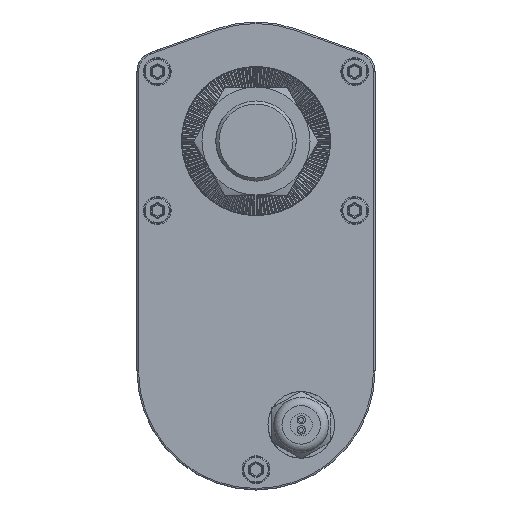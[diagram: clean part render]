
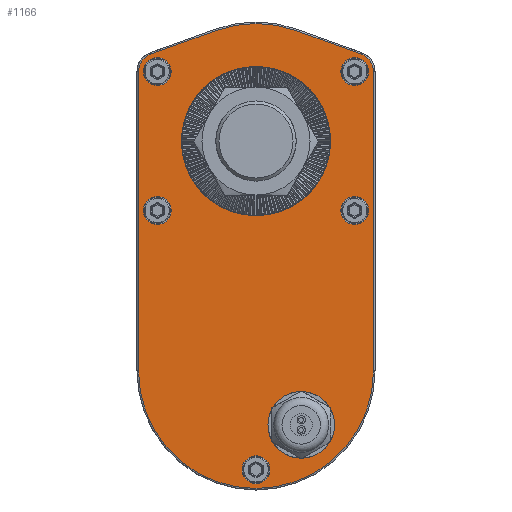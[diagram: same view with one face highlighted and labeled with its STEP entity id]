
A CAD part, front view. The second image highlights one B-rep face of the part: STEP entity #1166.
In plain terms, the highlighted planar face has unit normal (0, -1, 0).
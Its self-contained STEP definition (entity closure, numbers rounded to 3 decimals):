
#1166 = ADVANCED_FACE( '', ( #3139, #3140, #3141, #3142, #3143, #3144, #3145, #3146 ), #3147, .T. );
#3139 = FACE_BOUND( '', #6565, .T. );
#3140 = FACE_BOUND( '', #6566, .T. );
#3141 = FACE_BOUND( '', #6567, .T. );
#3142 = FACE_BOUND( '', #6568, .T. );
#3143 = FACE_BOUND( '', #6569, .T. );
#3144 = FACE_BOUND( '', #6570, .T. );
#3145 = FACE_OUTER_BOUND( '', #6571, .T. );
#3146 = FACE_BOUND( '', #6572, .T. );
#3147 = PLANE( '', #6573 );
#6565 = EDGE_LOOP( '', ( #15141 ) );
#6566 = EDGE_LOOP( '', ( #15142 ) );
#6567 = EDGE_LOOP( '', ( #15143 ) );
#6568 = EDGE_LOOP( '', ( #15144 ) );
#6569 = EDGE_LOOP( '', ( #15145 ) );
#6570 = EDGE_LOOP( '', ( #15146 ) );
#6571 = EDGE_LOOP( '', ( #15147, #15148, #15149, #15150, #15151, #15152, #15153, #15154 ) );
#6572 = EDGE_LOOP( '', ( #15155 ) );
#6573 = AXIS2_PLACEMENT_3D( '', #15156, #15157, #15158 );
#15141 = ORIENTED_EDGE( '', *, *, #22819, .F. );
#15142 = ORIENTED_EDGE( '', *, *, #22726, .T. );
#15143 = ORIENTED_EDGE( '', *, *, #22820, .T. );
#15144 = ORIENTED_EDGE( '', *, *, #22821, .T. );
#15145 = ORIENTED_EDGE( '', *, *, #22535, .T. );
#15146 = ORIENTED_EDGE( '', *, *, #22822, .T. );
#15147 = ORIENTED_EDGE( '', *, *, #22355, .T. );
#15148 = ORIENTED_EDGE( '', *, *, #22823, .T. );
#15149 = ORIENTED_EDGE( '', *, *, #22824, .T. );
#15150 = ORIENTED_EDGE( '', *, *, #22825, .T. );
#15151 = ORIENTED_EDGE( '', *, *, #22826, .T. );
#15152 = ORIENTED_EDGE( '', *, *, #22827, .T. );
#15153 = ORIENTED_EDGE( '', *, *, #22828, .T. );
#15154 = ORIENTED_EDGE( '', *, *, #22829, .T. );
#15155 = ORIENTED_EDGE( '', *, *, #22830, .F. );
#15156 = CARTESIAN_POINT( '', ( 0., 24.5, -74.5 ) );
#15157 = DIRECTION( '', ( 0., -1., 0. ) );
#15158 = DIRECTION( '', ( 0., 0., -1. ) );
#22355 = EDGE_CURVE( '', #25544, #25549, #25551, .T. );
#22535 = EDGE_CURVE( '', #25874, #25874, #25875, .T. );
#22726 = EDGE_CURVE( '', #26213, #26213, #26214, .T. );
#22819 = EDGE_CURVE( '', #26378, #26378, #26379, .T. );
#22820 = EDGE_CURVE( '', #26380, #26380, #26381, .T. );
#22821 = EDGE_CURVE( '', #26382, #26382, #26383, .T. );
#22822 = EDGE_CURVE( '', #26384, #26384, #26385, .T. );
#22823 = EDGE_CURVE( '', #25549, #26386, #26387, .T. );
#22824 = EDGE_CURVE( '', #26386, #26388, #26389, .T. );
#22825 = EDGE_CURVE( '', #26388, #26390, #26391, .T. );
#22826 = EDGE_CURVE( '', #26390, #26392, #26393, .T. );
#22827 = EDGE_CURVE( '', #26392, #26394, #26395, .T. );
#22828 = EDGE_CURVE( '', #26394, #26396, #26397, .T. );
#22829 = EDGE_CURVE( '', #26396, #25544, #26398, .T. );
#22830 = EDGE_CURVE( '', #26399, #26399, #26400, .T. );
#25544 = VERTEX_POINT( '', #30166 );
#25549 = VERTEX_POINT( '', #30171 );
#25551 = CIRCLE( '', #30173, 6.08 );
#25874 = VERTEX_POINT( '', #30870 );
#25875 = CIRCLE( '', #30871, 4.5 );
#26213 = VERTEX_POINT( '', #31597 );
#26214 = CIRCLE( '', #31598, 4.5 );
#26378 = VERTEX_POINT( '', #31871 );
#26379 = CIRCLE( '', #31872, 7.875 );
#26380 = VERTEX_POINT( '', #31873 );
#26381 = CIRCLE( '', #31874, 4.5 );
#26382 = VERTEX_POINT( '', #31875 );
#26383 = CIRCLE( '', #31876, 4.5 );
#26384 = VERTEX_POINT( '', #31877 );
#26385 = CIRCLE( '', #31878, 4.5 );
#26386 = VERTEX_POINT( '', #31879 );
#26387 = LINE( '', #31880, #31881 );
#26388 = VERTEX_POINT( '', #31882 );
#26389 = CIRCLE( '', #31883, 38.08 );
#26390 = VERTEX_POINT( '', #31884 );
#26391 = LINE( '', #31885, #31886 );
#26392 = VERTEX_POINT( '', #31887 );
#26393 = CIRCLE( '', #31888, 6.08 );
#26394 = VERTEX_POINT( '', #31889 );
#26395 = LINE( '', #31890, #31891 );
#26396 = VERTEX_POINT( '', #31892 );
#26397 = CIRCLE( '', #31893, 38.08 );
#26398 = LINE( '', #31894, #31895 );
#26399 = VERTEX_POINT( '', #31896 );
#26400 = CIRCLE( '', #31897, 24.1 );
#30166 = CARTESIAN_POINT( '', ( 38.08, 24.5, 22.46 ) );
#30171 = CARTESIAN_POINT( '', ( 34.067, 24.5, 28.178 ) );
#30173 = AXIS2_PLACEMENT_3D( '', #39718, #39719, #39720 );
#30870 = CARTESIAN_POINT( '', ( 0., 24.5, -111. ) );
#30871 = AXIS2_PLACEMENT_3D( '', #39918, #39919, #39920 );
#31597 = CARTESIAN_POINT( '', ( 32., 24.5, 18. ) );
#31598 = AXIS2_PLACEMENT_3D( '', #40115, #40116, #40117 );
#31871 = CARTESIAN_POINT( '', ( 14.66, 24.5, -99.845 ) );
#31872 = AXIS2_PLACEMENT_3D( '', #40246, #40247, #40248 );
#31873 = CARTESIAN_POINT( '', ( 32., 24.5, -27. ) );
#31874 = AXIS2_PLACEMENT_3D( '', #40249, #40250, #40251 );
#31875 = CARTESIAN_POINT( '', ( -32., 24.5, -27. ) );
#31876 = AXIS2_PLACEMENT_3D( '', #40252, #40253, #40254 );
#31877 = CARTESIAN_POINT( '', ( -32., 24.5, 18. ) );
#31878 = AXIS2_PLACEMENT_3D( '', #40255, #40256, #40257 );
#31879 = CARTESIAN_POINT( '', ( 12.944, 24.5, 35.813 ) );
#31880 = CARTESIAN_POINT( '', ( 36.76, 24.5, 27.204 ) );
#31881 = VECTOR( '', #40258, 1000. );
#31882 = CARTESIAN_POINT( '', ( -12.944, 24.5, 35.813 ) );
#31883 = AXIS2_PLACEMENT_3D( '', #40259, #40260, #40261 );
#31884 = CARTESIAN_POINT( '', ( -34.067, 24.5, 28.178 ) );
#31885 = CARTESIAN_POINT( '', ( -36.76, 24.5, 27.204 ) );
#31886 = VECTOR( '', #40262, 1000. );
#31887 = CARTESIAN_POINT( '', ( -38.08, 24.5, 22.46 ) );
#31888 = AXIS2_PLACEMENT_3D( '', #40263, #40264, #40265 );
#31889 = CARTESIAN_POINT( '', ( -38.08, 24.5, -74.5 ) );
#31890 = CARTESIAN_POINT( '', ( -38.08, 24.5, -74.5 ) );
#31891 = VECTOR( '', #40266, 1000. );
#31892 = CARTESIAN_POINT( '', ( 38.08, 24.5, -74.5 ) );
#31893 = AXIS2_PLACEMENT_3D( '', #40267, #40268, #40269 );
#31894 = CARTESIAN_POINT( '', ( 38.08, 24.5, -74.5 ) );
#31895 = VECTOR( '', #40270, 1000. );
#31896 = CARTESIAN_POINT( '', ( 0., 24.5, -24.1 ) );
#31897 = AXIS2_PLACEMENT_3D( '', #40271, #40272, #40273 );
#39718 = CARTESIAN_POINT( '', ( 32., 24.5, 22.46 ) );
#39719 = DIRECTION( '', ( 0., -1., 0. ) );
#39720 = DIRECTION( '', ( 0., 0., -1. ) );
#39918 = CARTESIAN_POINT( '', ( 0., 24.5, -106.5 ) );
#39919 = DIRECTION( '', ( 0., 1., 0. ) );
#39920 = DIRECTION( '', ( 0., 0., -1. ) );
#40115 = CARTESIAN_POINT( '', ( 32., 24.5, 22.5 ) );
#40116 = DIRECTION( '', ( 0., 1., 0. ) );
#40117 = DIRECTION( '', ( 0., 0., -1. ) );
#40246 = CARTESIAN_POINT( '', ( 14.66, 24.5, -91.97 ) );
#40247 = DIRECTION( '', ( 0., -1., 0. ) );
#40248 = DIRECTION( '', ( 0., 0., -1. ) );
#40249 = CARTESIAN_POINT( '', ( 32., 24.5, -22.5 ) );
#40250 = DIRECTION( '', ( 0., 1., 0. ) );
#40251 = DIRECTION( '', ( 0., 0., -1. ) );
#40252 = CARTESIAN_POINT( '', ( -32., 24.5, -22.5 ) );
#40253 = DIRECTION( '', ( 0., 1., 0. ) );
#40254 = DIRECTION( '', ( 0., 0., -1. ) );
#40255 = CARTESIAN_POINT( '', ( -32., 24.5, 22.5 ) );
#40256 = DIRECTION( '', ( 0., 1., 0. ) );
#40257 = DIRECTION( '', ( 0., 0., -1. ) );
#40258 = DIRECTION( '', ( -0.94, 0., 0.34 ) );
#40259 = CARTESIAN_POINT( '', ( 0., 24.5, 0. ) );
#40260 = DIRECTION( '', ( 0., -1., 0. ) );
#40261 = DIRECTION( '', ( 0., 0., -1. ) );
#40262 = DIRECTION( '', ( -0.94, 0., -0.34 ) );
#40263 = CARTESIAN_POINT( '', ( -32., 24.5, 22.46 ) );
#40264 = DIRECTION( '', ( 0., -1., 0. ) );
#40265 = DIRECTION( '', ( 0., 0., -1. ) );
#40266 = DIRECTION( '', ( 0., 0., -1. ) );
#40267 = CARTESIAN_POINT( '', ( 0., 24.5, -74.5 ) );
#40268 = DIRECTION( '', ( 0., -1., 0. ) );
#40269 = DIRECTION( '', ( 0., 0., -1. ) );
#40270 = DIRECTION( '', ( 0., 0., 1. ) );
#40271 = CARTESIAN_POINT( '', ( 0., 24.5, 0. ) );
#40272 = DIRECTION( '', ( 0., -1., 0. ) );
#40273 = DIRECTION( '', ( 0., 0., -1. ) );
